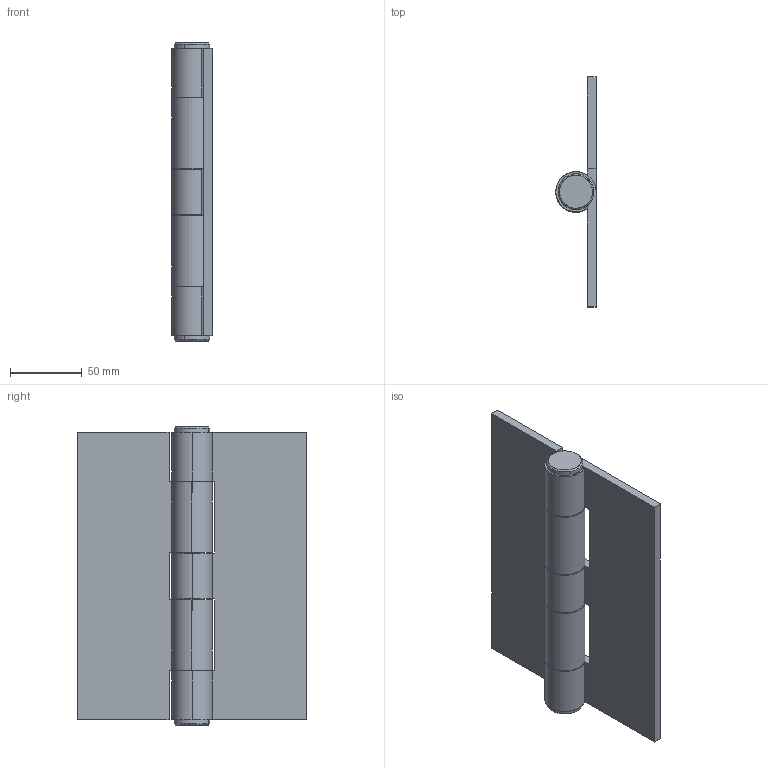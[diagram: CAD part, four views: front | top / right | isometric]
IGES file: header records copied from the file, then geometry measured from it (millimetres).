
Start section: SolidWorks IGES file using analytic representation for surfaces
Global section: file name: ‚a-1-0_.IGS; native system: SolidWorks 2006 by SolidWorks Corporation; preprocessor: SolidWorks 2006 by SolidWorks Corporation; author: 2sw; date: 060606.172203; units: millimetre
Bounding box: 28 x 160 x 208 mm (x, y, z)
Surface area: 103145.4 mm2 (no closed solid volume)
Topology: 0 solids, 0 shells, 62 faces, 1256 edges, 1256 vertices
Faces by surface type: bspline 32, revolution 30
